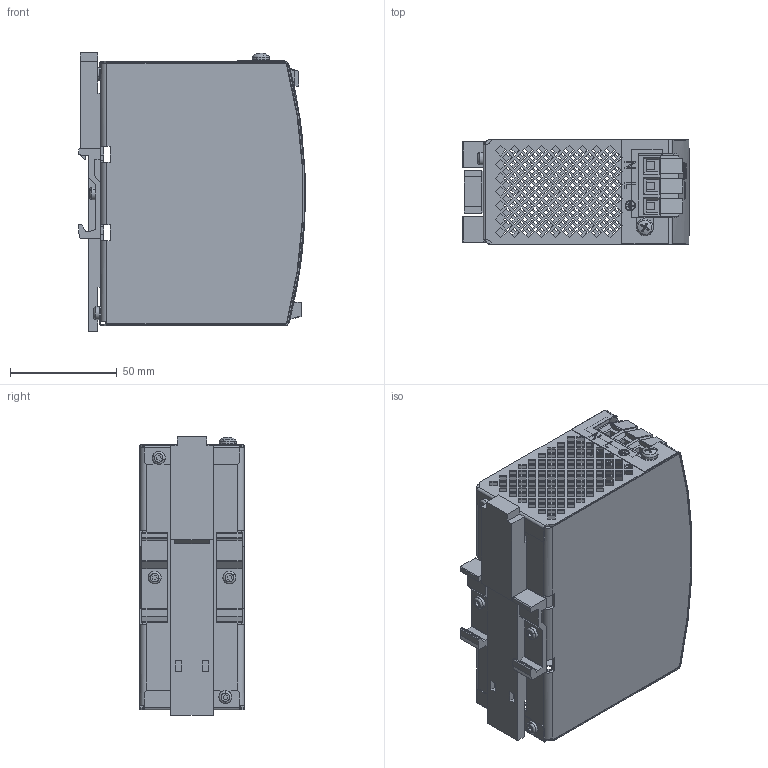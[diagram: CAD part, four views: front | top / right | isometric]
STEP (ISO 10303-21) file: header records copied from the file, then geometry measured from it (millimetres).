
FILE_DESCRIPTION((''),'2;1');
FILE_NAME('340_SLA3_SW0001','2012-02-09T',('dhelisch'),(''),'PRO/ENGINEER BY PARAMETRIC TECHNOLOGY CORPORATION, 2007250','PRO/ENGINEER BY PARAMETRIC TECHNOLOGY CORPORATION, 2007250','');
FILE_SCHEMA(('CONFIG_CONTROL_DESIGN'));
Products named in the file (1): 340_SLA3_SW0001
Bounding box: 106.42 x 49 x 130.5 mm (x, y, z)
Volume: 86902.1 mm3; surface area: 96645.7 mm2
Topology: 3 solids, 3 shells, 3347 faces, 9309 edges, 6155 vertices
Faces by surface type: plane 2336, extrusion 461, cylinder 288, bspline 222, cone 24, torus 15, sphere 1
Entity records: 229351 total; most frequent: CARTESIAN_POINT 120732, ORIENTED_EDGE 18614, DIRECTION 14310, EDGE_CURVE 9307, VECTOR 7168, LINE 6707, VERTEX_POINT 6155, EDGE_LOOP 4046
